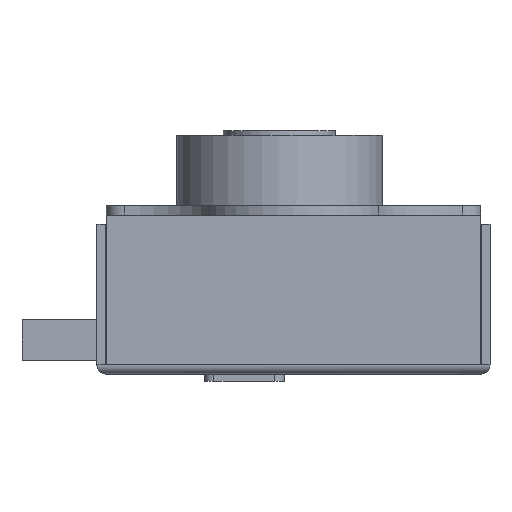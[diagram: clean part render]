
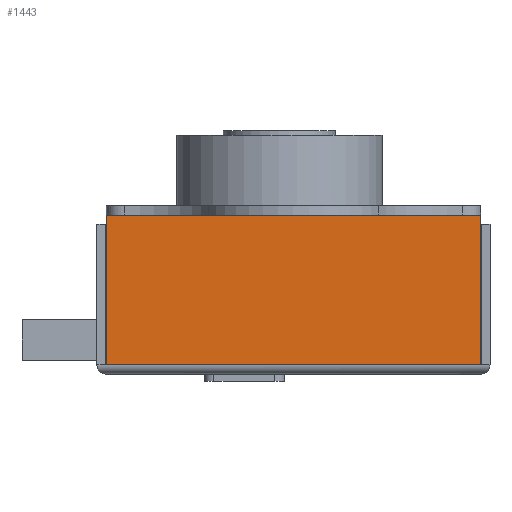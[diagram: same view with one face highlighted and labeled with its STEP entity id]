
A CAD part, front view. The second image highlights one B-rep face of the part: STEP entity #1443.
In plain terms, the highlighted planar face has unit normal (0, -1, 0).
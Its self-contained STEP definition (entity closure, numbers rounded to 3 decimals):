
#98 = ORIENTED_EDGE ( 'NONE', *, *, #2395, .F. ) ;
#159 = DIRECTION ( 'NONE',  ( 0., 0., -1. ) ) ;
#184 = VECTOR ( 'NONE', #2894, 1000. ) ;
#310 = CARTESIAN_POINT ( 'NONE',  ( 20., -19.5, 1. ) ) ;
#454 = VERTEX_POINT ( 'NONE', #3142 ) ;
#520 = LINE ( 'NONE', #1015, #184 ) ;
#540 = VECTOR ( 'NONE', #3304, 1000. ) ;
#734 = LINE ( 'NONE', #310, #540 ) ;
#991 = PLANE ( 'NONE',  #2176 ) ;
#1011 = LINE ( 'NONE', #2497, #3018 ) ;
#1015 = CARTESIAN_POINT ( 'NONE',  ( 20., -19.5, 17. ) ) ;
#1053 = ORIENTED_EDGE ( 'NONE', *, *, #1204, .T. ) ;
#1056 = LINE ( 'NONE', #1162, #2609 ) ;
#1162 = CARTESIAN_POINT ( 'NONE',  ( 20., -19.5, 1. ) ) ;
#1204 = EDGE_CURVE ( 'NONE', #454, #2044, #734, .T. ) ;
#1358 = CARTESIAN_POINT ( 'NONE',  ( -20., -19.5, 17. ) ) ;
#1443 = ADVANCED_FACE ( 'NONE', ( #1582 ), #991, .T. ) ;
#1582 = FACE_OUTER_BOUND ( 'NONE', #2655, .T. ) ;
#1697 = DIRECTION ( 'NONE',  ( 0., 0., -1. ) ) ;
#1802 = CARTESIAN_POINT ( 'NONE',  ( 20., -19.5, 1. ) ) ;
#1876 = ORIENTED_EDGE ( 'NONE', *, *, #2086, .T. ) ;
#1905 = CARTESIAN_POINT ( 'NONE',  ( 20., -19.5, 17. ) ) ;
#2044 = VERTEX_POINT ( 'NONE', #1802 ) ;
#2080 = DIRECTION ( 'NONE',  ( 0., -1., 0. ) ) ;
#2086 = EDGE_CURVE ( 'NONE', #2584, #2895, #520, .T. ) ;
#2176 = AXIS2_PLACEMENT_3D ( 'NONE', #2898, #2080, #159 ) ;
#2305 = ORIENTED_EDGE ( 'NONE', *, *, #3125, .T. ) ;
#2395 = EDGE_CURVE ( 'NONE', #2584, #2044, #1056, .T. ) ;
#2497 = CARTESIAN_POINT ( 'NONE',  ( -20., -19.5, 1. ) ) ;
#2584 = VERTEX_POINT ( 'NONE', #1905 ) ;
#2609 = VECTOR ( 'NONE', #1697, 1000. ) ;
#2655 = EDGE_LOOP ( 'NONE', ( #2305, #1053, #98, #1876 ) ) ;
#2764 = DIRECTION ( 'NONE',  ( 0., 0., -1. ) ) ;
#2894 = DIRECTION ( 'NONE',  ( -1., 0., 0. ) ) ;
#2895 = VERTEX_POINT ( 'NONE', #1358 ) ;
#2898 = CARTESIAN_POINT ( 'NONE',  ( 20., -19.5, 1. ) ) ;
#3018 = VECTOR ( 'NONE', #2764, 1000. ) ;
#3125 = EDGE_CURVE ( 'NONE', #2895, #454, #1011, .T. ) ;
#3142 = CARTESIAN_POINT ( 'NONE',  ( -20., -19.5, 1. ) ) ;
#3304 = DIRECTION ( 'NONE',  ( 1., 0., 0. ) ) ;
